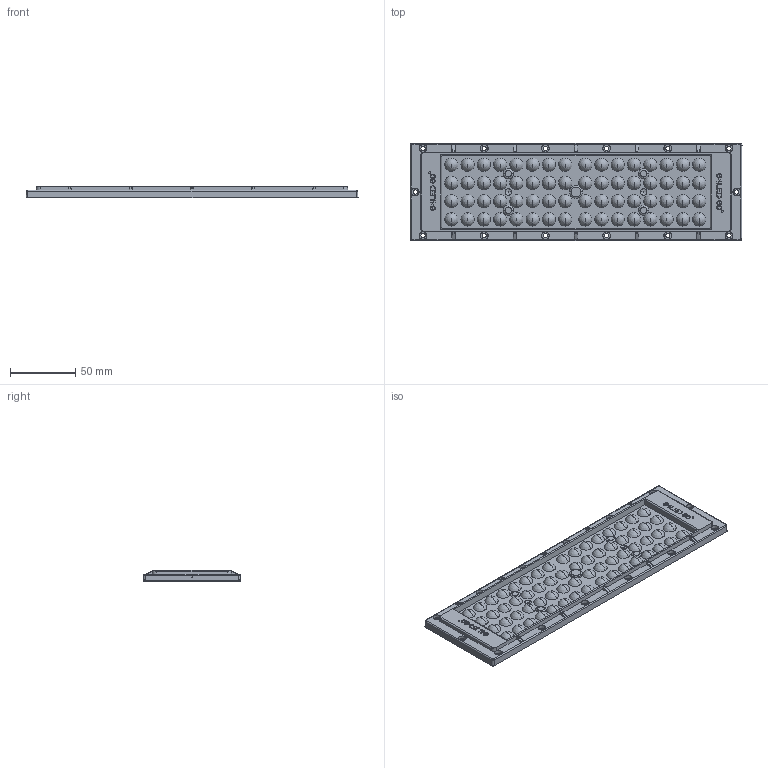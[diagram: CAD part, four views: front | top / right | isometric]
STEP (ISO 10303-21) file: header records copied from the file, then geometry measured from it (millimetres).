
FILE_DESCRIPTION((''),'2;1');
FILE_NAME('3030-64H1-60D','2022-03-02T',('123'),(''),'PRO/ENGINEER BY PARAMETRIC TECHNOLOGY CORPORATION, 2011310','PRO/ENGINEER BY PARAMETRIC TECHNOLOGY CORPORATION, 2011310','');
FILE_SCHEMA(('CONFIG_CONTROL_DESIGN'));
Products named in the file (1): 3030-64H1-60D
Bounding box: 255 x 74.98 x 9.1 mm (x, y, z)
Volume: 70375.9 mm3; surface area: 56220.6 mm2
Topology: 1 solids, 1 shells, 1596 faces, 4849 edges, 2897 vertices
Faces by surface type: plane 608, sphere 422, revolution 256, cone 198, cylinder 76, bspline 20, torus 16
Entity records: 55816 total; most frequent: CARTESIAN_POINT 16812, ORIENTED_EDGE 8634, DIRECTION 7108, EDGE_CURVE 4317, VERTEX_POINT 2897, AXIS2_PLACEMENT_3D 2455, VECTOR 1942, LINE 1942
